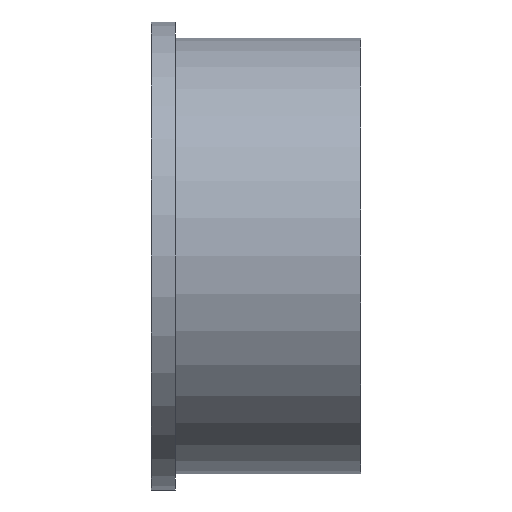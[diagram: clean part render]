
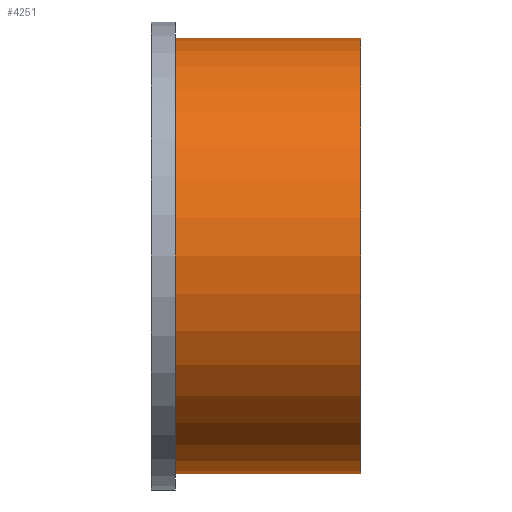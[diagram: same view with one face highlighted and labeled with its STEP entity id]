
A CAD part, front view. The second image highlights one B-rep face of the part: STEP entity #4251.
In plain terms, the highlighted cylindrical face has radius 27 mm (diameter 54 mm), a partial arc.
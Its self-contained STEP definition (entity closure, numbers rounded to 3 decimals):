
#20 = EDGE_CURVE ( 'NONE', #1376, #4584, #4701, .T. ) ;
#50 = VERTEX_POINT ( 'NONE', #3710 ) ;
#515 = DIRECTION ( 'NONE',  ( -1., 0., 0. ) ) ;
#735 = EDGE_LOOP ( 'NONE', ( #3766, #4323, #4693, #1036 ) ) ;
#807 = DIRECTION ( 'NONE',  ( 0., 0., 1. ) ) ;
#1002 = DIRECTION ( 'NONE',  ( -1., 0., 0. ) ) ;
#1036 = ORIENTED_EDGE ( 'NONE', *, *, #2405, .F. ) ;
#1311 = AXIS2_PLACEMENT_3D ( 'NONE', #4180, #515, #1992 ) ;
#1326 = VERTEX_POINT ( 'NONE', #4628 ) ;
#1376 = VERTEX_POINT ( 'NONE', #2375 ) ;
#1614 = AXIS2_PLACEMENT_3D ( 'NONE', #2415, #2814, #4184 ) ;
#1992 = DIRECTION ( 'NONE',  ( 0., 0., 1. ) ) ;
#2223 = AXIS2_PLACEMENT_3D ( 'NONE', #2994, #3340, #807 ) ;
#2253 = EDGE_CURVE ( 'NONE', #1326, #1376, #2673, .T. ) ;
#2375 = CARTESIAN_POINT ( 'NONE',  ( 18.5, 0., 27. ) ) ;
#2405 = EDGE_CURVE ( 'NONE', #50, #4584, #2458, .T. ) ;
#2415 = CARTESIAN_POINT ( 'NONE',  ( -36.703, 0., 0. ) ) ;
#2458 = CIRCLE ( 'NONE', #1311, 27. ) ;
#2673 = CIRCLE ( 'NONE', #2223, 27. ) ;
#2814 = DIRECTION ( 'NONE',  ( -1., 0., 0. ) ) ;
#2994 = CARTESIAN_POINT ( 'NONE',  ( 18.5, 0., 0. ) ) ;
#3088 = VECTOR ( 'NONE', #1002, 1000. ) ;
#3340 = DIRECTION ( 'NONE',  ( -1., 0., 0. ) ) ;
#3368 = EDGE_CURVE ( 'NONE', #1326, #50, #3516, .T. ) ;
#3516 = LINE ( 'NONE', #3568, #4589 ) ;
#3568 = CARTESIAN_POINT ( 'NONE',  ( -36.703, 0., -27. ) ) ;
#3710 = CARTESIAN_POINT ( 'NONE',  ( -4.5, 0., -27. ) ) ;
#3766 = ORIENTED_EDGE ( 'NONE', *, *, #3368, .F. ) ;
#3774 = CARTESIAN_POINT ( 'NONE',  ( -4.5, 0., 27. ) ) ;
#4180 = CARTESIAN_POINT ( 'NONE',  ( -4.5, 0., 0. ) ) ;
#4184 = DIRECTION ( 'NONE',  ( 0., 0., 1. ) ) ;
#4235 = FACE_OUTER_BOUND ( 'NONE', #735, .T. ) ;
#4251 = ADVANCED_FACE ( 'NONE', ( #4235 ), #4642, .T. ) ;
#4316 = DIRECTION ( 'NONE',  ( -1., 0., 0. ) ) ;
#4323 = ORIENTED_EDGE ( 'NONE', *, *, #2253, .T. ) ;
#4584 = VERTEX_POINT ( 'NONE', #3774 ) ;
#4589 = VECTOR ( 'NONE', #4316, 1000. ) ;
#4628 = CARTESIAN_POINT ( 'NONE',  ( 18.5, 0., -27. ) ) ;
#4642 = CYLINDRICAL_SURFACE ( 'NONE', #1614, 27. ) ;
#4693 = ORIENTED_EDGE ( 'NONE', *, *, #20, .T. ) ;
#4701 = LINE ( 'NONE', #4744, #3088 ) ;
#4744 = CARTESIAN_POINT ( 'NONE',  ( -36.703, 0., 27. ) ) ;
